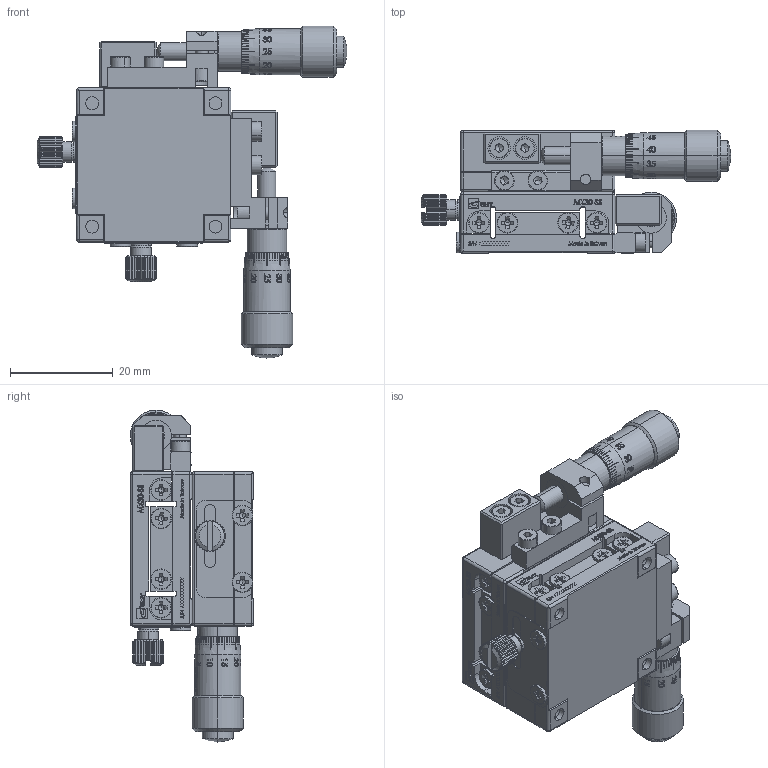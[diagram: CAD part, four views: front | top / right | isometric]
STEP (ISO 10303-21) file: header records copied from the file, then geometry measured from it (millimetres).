
FILE_DESCRIPTION (( 'STEP AP203' ), '1' );
FILE_NAME ('MY30-SS(«¬¿ý).STEP', '2013-07-16T07:40:15', ( '123' ), ( '' ), 'SwSTEP 2.0', 'SolidWorks 2013', '' );
FILE_SCHEMA (( 'CONFIG_CONTROL_DESIGN' ));
Length unit declared in the file: millimetre
Products named in the file (4): Group1^MX30-SS(型錄); Group2^MX30-SS(型錄); MX30-SS(型錄); MY30-SS(型錄)
Assembly tree (4 placements, depth 3):
  MY30-SS(型錄)
    MX30-SS(型錄)  x2
      Group1^MX30-SS(型錄)
      Group2^MX30-SS(型錄)
Bounding box: 60.25 x 24 x 64.55 mm (x, y, z)
Volume: 25416.3 mm3; surface area: 17043.2 mm2
Topology: 4 solids, 4 shells, 4006 faces, 10826 edges, 7004 vertices
Faces by surface type: plane 2352, bspline 794, cylinder 520, cone 168, torus 152, sphere 20
Entity records: 86788 total; most frequent: CARTESIAN_POINT 38905, ORIENTED_EDGE 10758, DIRECTION 8391, EDGE_CURVE 5379, VERTEX_POINT 3502, VECTOR 3215, LINE 3215, AXIS2_PLACEMENT_3D 2588
